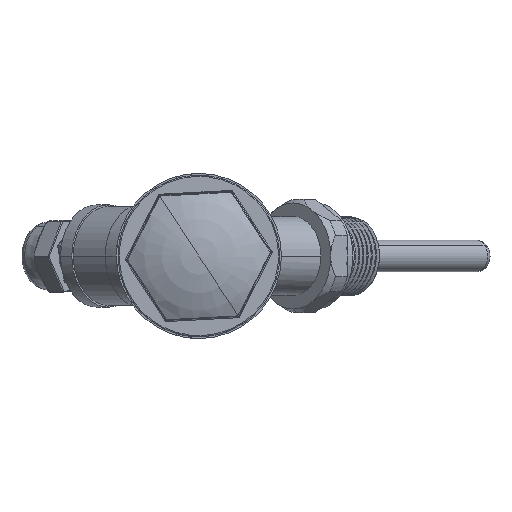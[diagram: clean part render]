
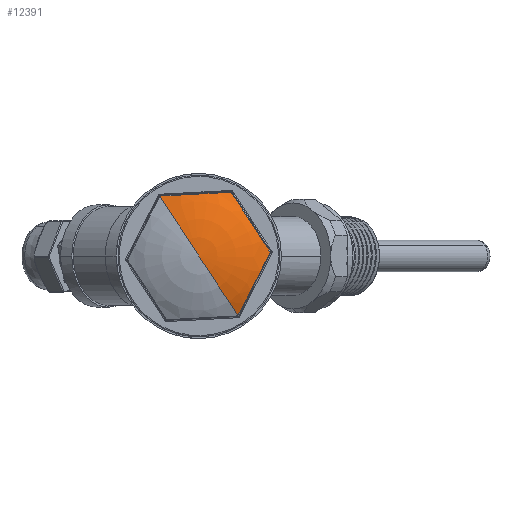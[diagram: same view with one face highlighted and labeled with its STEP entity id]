
A CAD part, left-side view. The second image highlights one B-rep face of the part: STEP entity #12391.
In plain terms, the highlighted toroidal (fillet/blend) face has major radius 0.096 mm and minor radius 36 mm.
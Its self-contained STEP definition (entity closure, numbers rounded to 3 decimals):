
#98 = VERTEX_POINT ( 'NONE', #21200 ) ;
#331 = CARTESIAN_POINT ( 'NONE',  ( 9.239, -1.115, -37.679 ) ) ;
#355 = DIRECTION ( 'NONE',  ( 1., 0., 0. ) ) ;
#406 = CARTESIAN_POINT ( 'NONE',  ( 4.481, 18.86, -17.419 ) ) ;
#1219 = CARTESIAN_POINT ( 'NONE',  ( 0., 19.924, -14.825 ) ) ;
#1818 = EDGE_CURVE ( 'NONE', #98, #18045, #2964, .T. ) ;
#1944 = CARTESIAN_POINT ( 'NONE',  ( 13.226, 0.135, -35.673 ) ) ;
#2107 = CARTESIAN_POINT ( 'NONE',  ( 11.269, -0.428, -36.708 ) ) ;
#2244 = CARTESIAN_POINT ( 'NONE',  ( 13.215, 15.061, -20.751 ) ) ;
#2401 = FACE_OUTER_BOUND ( 'NONE', #21787, .T. ) ;
#2424 =( BOUNDED_CURVE ( )  B_SPLINE_CURVE ( 3, ( #19486, #17780, #7242, #19555, #21458, #5583, #331, #8985, #2107, #1944, #14288, #16076 ),
 .UNSPECIFIED., .F., .F. ) 
 B_SPLINE_CURVE_WITH_KNOTS ( ( 4, 2, 2, 2, 2, 4 ),
 ( 0., 0.245, 0.5, 0.627, 0.755, 1. ),
 .UNSPECIFIED. ) 
 CURVE ( )  GEOMETRIC_REPRESENTATION_ITEM ( )  RATIONAL_B_SPLINE_CURVE ( ( 1., 1., 1., 1., 1., 1., 1., 1., 1., 1., 1., 1. ) ) 
 REPRESENTATION_ITEM ( '' )  );
#2964 = CIRCLE ( 'NONE', #18530, 36. ) ;
#3777 = ORIENTED_EDGE ( 'NONE', *, *, #4781, .F. ) ;
#3802 = CARTESIAN_POINT ( 'NONE',  ( 15.749, 13.495, -21.254 ) ) ;
#4132 = CARTESIAN_POINT ( 'NONE',  ( 15.749, 13.495, -21.254 ) ) ;
#4781 = EDGE_CURVE ( 'NONE', #18557, #18045, #12219, .T. ) ;
#5010 = VERTEX_POINT ( 'NONE', #4132 ) ;
#5455 = CARTESIAN_POINT ( 'NONE',  ( 0., -14.932, -5.822 ) ) ;
#5538 = EDGE_CURVE ( 'NONE', #21119, #5010, #14818, .T. ) ;
#5583 = CARTESIAN_POINT ( 'NONE',  ( 8.553, -1.374, -37.979 ) ) ;
#5735 = CARTESIAN_POINT ( 'NONE',  ( 6.511, 18.174, -18.39 ) ) ;
#6001 = TOROIDAL_SURFACE ( 'NONE', #18242, -0.096, 36. ) ;
#6438 = CARTESIAN_POINT ( 'NONE',  ( 15.749, 0.636, -34.113 ) ) ;
#7242 = CARTESIAN_POINT ( 'NONE',  ( 2.535, -4.228, -40.039 ) ) ;
#7440 = ORIENTED_EDGE ( 'NONE', *, *, #1818, .T. ) ;
#7607 = CARTESIAN_POINT ( 'NONE',  ( 15.749, 9.111, -27.494 ) ) ;
#7693 = CARTESIAN_POINT ( 'NONE',  ( 2.524, 19.424, -16.384 ) ) ;
#8112 = DIRECTION ( 'NONE',  ( 0., 0.707, -0.707 ) ) ;
#8985 = CARTESIAN_POINT ( 'NONE',  ( 10.595, -0.642, -37.043 ) ) ;
#9137 = DIRECTION ( 'NONE',  ( 0., -1., 0. ) ) ;
#9148 = CARTESIAN_POINT ( 'NONE',  ( 0., -14.797, -5.687 ) ) ;
#9231 = DIRECTION ( 'NONE',  ( 0., 1., 0. ) ) ;
#9511 = CARTESIAN_POINT ( 'NONE',  ( 15.749, 0.636, -34.113 ) ) ;
#9593 = CARTESIAN_POINT ( 'NONE',  ( 15.749, 1.964, -33.39 ) ) ;
#9668 = CARTESIAN_POINT ( 'NONE',  ( 15.749, 5.688, -30.753 ) ) ;
#10284 = CARTESIAN_POINT ( 'NONE',  ( 0., 10.591, -31.21 ) ) ;
#10994 = CARTESIAN_POINT ( 'NONE',  ( 9.243, 17.079, -19.526 ) ) ;
#11061 = CARTESIAN_POINT ( 'NONE',  ( 1.253, 19.714, -15.638 ) ) ;
#11134 = CARTESIAN_POINT ( 'NONE',  ( 15.749, 13.495, -21.254 ) ) ;
#12219 = CIRCLE ( 'NONE', #19032, 36. ) ;
#12391 = ADVANCED_FACE ( 'NONE', ( #2401 ), #6001, .T. ) ;
#12840 = EDGE_CURVE ( 'NONE', #98, #21119, #2424, .T. ) ;
#12901 = CARTESIAN_POINT ( 'NONE',  ( 5.154, 18.646, -17.755 ) ) ;
#13117 = DIRECTION ( 'NONE',  ( 0., 0.707, 0.707 ) ) ;
#14288 = CARTESIAN_POINT ( 'NONE',  ( 14.496, 0.426, -34.926 ) ) ;
#14467 = ORIENTED_EDGE ( 'NONE', *, *, #12840, .F. ) ;
#14586 = CARTESIAN_POINT ( 'NONE',  ( 0., 19.924, -14.825 ) ) ;
#14818 =( BOUNDED_CURVE ( )  B_SPLINE_CURVE ( 3, ( #9511, #9593, #14891, #9668, #18142, #7607, #16441, #21914, #19916, #11134 ),
 .UNSPECIFIED., .F., .T. ) 
 B_SPLINE_CURVE_WITH_KNOTS ( ( 4, 2, 2, 2, 4 ),
 ( 0., 0.245, 0.5, 0.755, 1. ),
 .UNSPECIFIED. ) 
 CURVE ( )  GEOMETRIC_REPRESENTATION_ITEM ( )  RATIONAL_B_SPLINE_CURVE ( ( 1., 1., 1., 1., 1., 1., 1., 1., 1., 1. ) ) 
 REPRESENTATION_ITEM ( '' )  );
#14891 = CARTESIAN_POINT ( 'NONE',  ( 15.749, 3.23, -32.579 ) ) ;
#14977 = EDGE_CURVE ( 'NONE', #5010, #18557, #15552, .T. ) ;
#15430 = ORIENTED_EDGE ( 'NONE', *, *, #14977, .F. ) ;
#15552 =( BOUNDED_CURVE ( )  B_SPLINE_CURVE ( 3, ( #3802, #16146, #2244, #16285, #10994, #16446, #5735, #12901, #406, #7693, #11061, #14586 ),
 .UNSPECIFIED., .F., .F. ) 
 B_SPLINE_CURVE_WITH_KNOTS ( ( 4, 2, 2, 2, 2, 4 ),
 ( 0., 0.245, 0.5, 0.627, 0.755, 1. ),
 .UNSPECIFIED. ) 
 CURVE ( )  GEOMETRIC_REPRESENTATION_ITEM ( )  RATIONAL_B_SPLINE_CURVE ( ( 1., 1., 1., 1., 1., 1., 1., 1., 1., 1., 1., 1. ) ) 
 REPRESENTATION_ITEM ( '' )  );
#15815 = ORIENTED_EDGE ( 'NONE', *, *, #5538, .F. ) ;
#16076 = CARTESIAN_POINT ( 'NONE',  ( 15.749, 0.636, -34.113 ) ) ;
#16146 = CARTESIAN_POINT ( 'NONE',  ( 14.489, 14.313, -21.043 ) ) ;
#16285 = CARTESIAN_POINT ( 'NONE',  ( 10.592, 16.447, -19.995 ) ) ;
#16441 = CARTESIAN_POINT ( 'NONE',  ( 15.749, 10.134, -26.307 ) ) ;
#16446 = CARTESIAN_POINT ( 'NONE',  ( 7.196, 17.915, -18.691 ) ) ;
#17780 = CARTESIAN_POINT ( 'NONE',  ( 1.261, -4.976, -40.332 ) ) ;
#17796 = DIRECTION ( 'NONE',  ( -1., 0., 0. ) ) ;
#18045 = VERTEX_POINT ( 'NONE', #10284 ) ;
#18142 = CARTESIAN_POINT ( 'NONE',  ( 15.749, 6.875, -29.731 ) ) ;
#18242 = AXIS2_PLACEMENT_3D ( 'NONE', #18666, #8112, #13117 ) ;
#18530 = AXIS2_PLACEMENT_3D ( 'NONE', #9148, #355, #9231 ) ;
#18557 = VERTEX_POINT ( 'NONE', #1219 ) ;
#18666 = CARTESIAN_POINT ( 'NONE',  ( 0., -14.864, -5.754 ) ) ;
#19032 = AXIS2_PLACEMENT_3D ( 'NONE', #5455, #17796, #9137 ) ;
#19486 = CARTESIAN_POINT ( 'NONE',  ( 0., -5.794, -40.543 ) ) ;
#19555 = CARTESIAN_POINT ( 'NONE',  ( 5.157, -2.842, -39.284 ) ) ;
#19916 = CARTESIAN_POINT ( 'NONE',  ( 15.749, 12.771, -22.583 ) ) ;
#21119 = VERTEX_POINT ( 'NONE', #6438 ) ;
#21200 = CARTESIAN_POINT ( 'NONE',  ( 0., -5.794, -40.543 ) ) ;
#21458 = CARTESIAN_POINT ( 'NONE',  ( 6.507, -2.21, -38.814 ) ) ;
#21787 = EDGE_LOOP ( 'NONE', ( #14467, #7440, #3777, #15430, #15815 ) ) ;
#21914 = CARTESIAN_POINT ( 'NONE',  ( 15.749, 11.96, -23.849 ) ) ;
